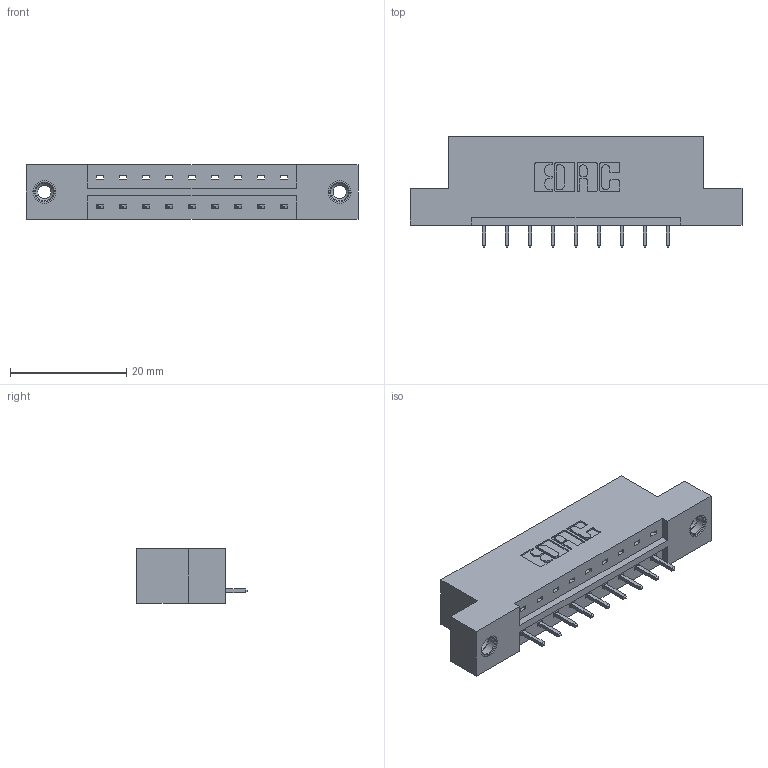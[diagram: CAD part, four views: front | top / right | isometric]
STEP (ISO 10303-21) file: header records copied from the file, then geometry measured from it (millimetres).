
FILE_DESCRIPTION (( 'STEP AP203' ), '1' );
FILE_NAME ('333-009-521-108.STEP', '2018-07-31T22:22:20', ( '' ), ( '' ), 'SwSTEP 2.0', 'SolidWorks 2016', '' );
FILE_SCHEMA (( 'CONFIG_CONTROL_DESIGN' ));
Length unit declared in the file: inch
Products named in the file (4): 333 Part_Flush - .156 Dia - TI; 345-292-001_345-293-121; 345-250-001_345-250-003-102; 333-009-521-108
Assembly tree (12 placements, depth 2):
  333-009-521-108
    333 Part_Flush - .156 Dia - TI
    345-292-001_345-293-121  x9
    345-250-001_345-250-003-102  x2
Bounding box: 57.2 x 19.06 x 9.4 mm (x, y, z)
Volume: 5440.1 mm3; surface area: 5589.7 mm2
Topology: 12 solids, 12 shells, 696 faces, 2031 edges, 1334 vertices
Faces by surface type: plane 480, cylinder 200, cone 12, torus 4
Entity records: 10974 total; most frequent: CARTESIAN_POINT 1880, ORIENTED_EDGE 1818, DIRECTION 1685, EDGE_CURVE 909, VECTOR 761, LINE 761, VERTEX_POINT 600, AXIS2_PLACEMENT_3D 462
